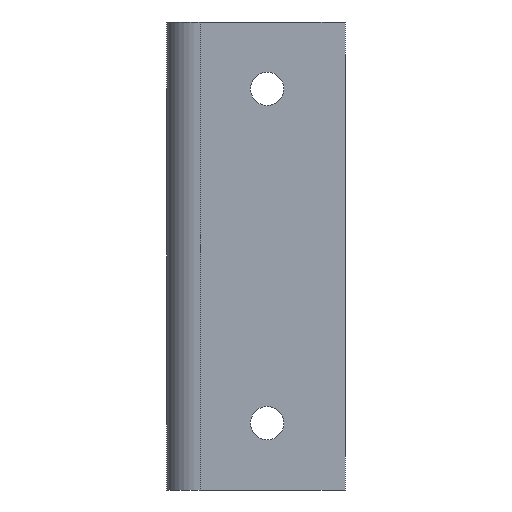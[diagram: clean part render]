
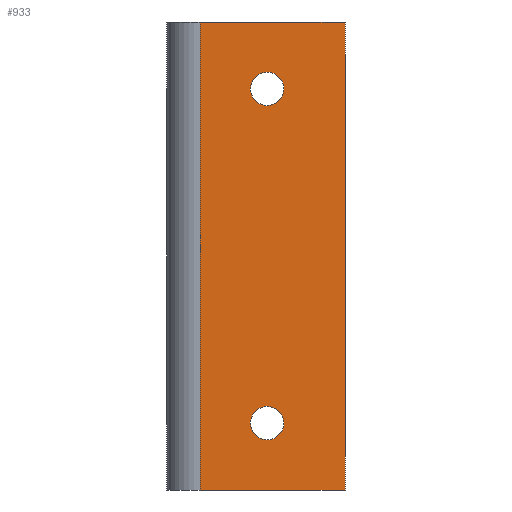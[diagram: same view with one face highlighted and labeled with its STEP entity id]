
A CAD part, front view. The second image highlights one B-rep face of the part: STEP entity #933.
In plain terms, the highlighted planar face has unit normal (0, -1, 0).
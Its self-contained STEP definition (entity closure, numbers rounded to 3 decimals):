
#26=FACE_BOUND('',#173,.T.);
#27=FACE_BOUND('',#174,.T.);
#64=PLANE('',#1006);
#112=FACE_OUTER_BOUND('',#172,.T.);
#172=EDGE_LOOP('',(#839,#840,#841,#842));
#173=EDGE_LOOP('',(#843));
#174=EDGE_LOOP('',(#844));
#187=LINE('',#1265,#301);
#195=LINE('',#1282,#309);
#201=LINE('',#1297,#315);
#286=LINE('',#1483,#400);
#301=VECTOR('',#1027,10.);
#309=VECTOR('',#1039,10.);
#315=VECTOR('',#1053,10.);
#400=VECTOR('',#1220,10.);
#423=CIRCLE('',#997,1.5);
#424=CIRCLE('',#1007,1.5);
#426=VERTEX_POINT('',#1258);
#429=VERTEX_POINT('',#1263);
#436=VERTEX_POINT('',#1281);
#441=VERTEX_POINT('',#1295);
#487=VERTEX_POINT('',#1435);
#502=VERTEX_POINT('',#1484);
#513=EDGE_CURVE('',#429,#426,#187,.T.);
#521=EDGE_CURVE('',#436,#426,#195,.T.);
#529=EDGE_CURVE('',#441,#429,#201,.T.);
#597=EDGE_CURVE('',#487,#487,#423,.T.);
#620=EDGE_CURVE('',#436,#441,#286,.T.);
#621=EDGE_CURVE('',#502,#502,#424,.T.);
#839=ORIENTED_EDGE('',*,*,#513,.F.);
#840=ORIENTED_EDGE('',*,*,#529,.F.);
#841=ORIENTED_EDGE('',*,*,#620,.F.);
#842=ORIENTED_EDGE('',*,*,#521,.T.);
#843=ORIENTED_EDGE('',*,*,#621,.F.);
#844=ORIENTED_EDGE('',*,*,#597,.T.);
#933=ADVANCED_FACE('',(#112,#26,#27),#64,.T.);
#997=AXIS2_PLACEMENT_3D('',#1437,#1178,#1179);
#1006=AXIS2_PLACEMENT_3D('',#1482,#1218,#1219);
#1007=AXIS2_PLACEMENT_3D('',#1485,#1221,#1222);
#1027=DIRECTION('',(0.,0.,1.));
#1039=DIRECTION('',(-1.,0.,0.));
#1053=DIRECTION('',(-1.,0.,0.));
#1178=DIRECTION('center_axis',(0.,1.,0.));
#1179=DIRECTION('ref_axis',(-1.,0.,0.));
#1218=DIRECTION('center_axis',(0.,-1.,0.));
#1219=DIRECTION('ref_axis',(0.,0.,1.));
#1220=DIRECTION('',(0.,0.,-1.));
#1221=DIRECTION('center_axis',(0.,-1.,0.));
#1222=DIRECTION('ref_axis',(-1.,0.,0.));
#1258=CARTESIAN_POINT('',(-24.,-102.,21.));
#1263=CARTESIAN_POINT('',(-24.,-102.,-21.));
#1265=CARTESIAN_POINT('',(-24.,-102.,-10.5));
#1281=CARTESIAN_POINT('',(-11.,-102.,21.));
#1282=CARTESIAN_POINT('',(-11.,-102.,21.));
#1295=CARTESIAN_POINT('',(-11.,-102.,-21.));
#1297=CARTESIAN_POINT('',(-11.,-102.,-21.));
#1435=CARTESIAN_POINT('',(-16.5,-102.,15.));
#1437=CARTESIAN_POINT('Origin',(-18.,-102.,15.));
#1482=CARTESIAN_POINT('Origin',(-11.,-102.,-21.));
#1483=CARTESIAN_POINT('',(-11.,-102.,21.));
#1484=CARTESIAN_POINT('',(-16.5,-102.,-15.));
#1485=CARTESIAN_POINT('Origin',(-18.,-102.,-15.));
